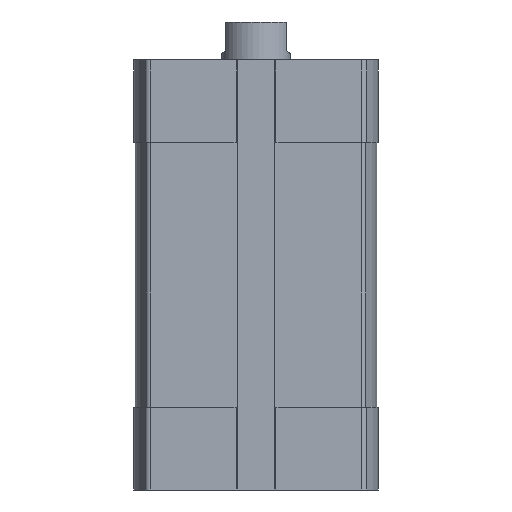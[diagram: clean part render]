
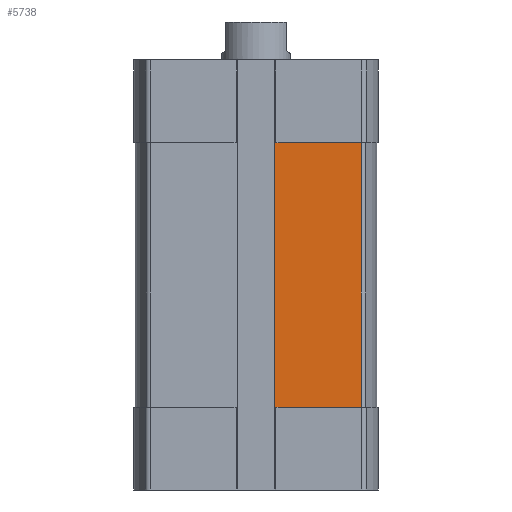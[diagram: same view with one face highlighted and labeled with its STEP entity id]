
A CAD part, left-side view. The second image highlights one B-rep face of the part: STEP entity #5738.
In plain terms, the highlighted planar face has unit normal (-1, 0, 0).
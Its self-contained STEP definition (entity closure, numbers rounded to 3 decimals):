
#72=PLANE('',#6267);
#503=LINE('',#9021,#949);
#601=LINE('',#9366,#1047);
#604=LINE('',#9378,#1050);
#607=LINE('',#9382,#1053);
#949=VECTOR('',#7006,1000.);
#1047=VECTOR('',#7370,1000.);
#1050=VECTOR('',#7383,1000.);
#1053=VECTOR('',#7388,1000.);
#1957=ORIENTED_EDGE('',*,*,#3385,.T.);
#1958=ORIENTED_EDGE('',*,*,#3376,.T.);
#1959=ORIENTED_EDGE('',*,*,#3382,.F.);
#1960=ORIENTED_EDGE('',*,*,#3202,.F.);
#3202=EDGE_CURVE('',#3993,#3994,#503,.T.);
#3376=EDGE_CURVE('',#4108,#4106,#601,.T.);
#3382=EDGE_CURVE('',#3994,#4106,#604,.T.);
#3385=EDGE_CURVE('',#3993,#4108,#607,.T.);
#3993=VERTEX_POINT('',#9020);
#3994=VERTEX_POINT('',#9022);
#4106=VERTEX_POINT('',#9364);
#4108=VERTEX_POINT('',#9367);
#4782=EDGE_LOOP('',(#1957,#1958,#1959,#1960));
#5222=FACE_BOUND('',#4782,.T.);
#5738=ADVANCED_FACE('',(#5222),#72,.T.);
#6267=AXIS2_PLACEMENT_3D('',#9383,#7389,#7390);
#7006=DIRECTION('',(0.,0.,1.));
#7370=DIRECTION('',(0.,0.,1.));
#7383=DIRECTION('',(0.,-1.,0.));
#7388=DIRECTION('',(0.,-1.,0.));
#7389=DIRECTION('',(-1.,0.,0.));
#7390=DIRECTION('',(0.,0.,1.));
#9020=CARTESIAN_POINT('',(-17.5,-2.7,-50.4));
#9021=CARTESIAN_POINT('',(-17.5,-2.7,-62.4));
#9022=CARTESIAN_POINT('',(-17.5,-2.7,-12.));
#9364=CARTESIAN_POINT('',(-17.5,-15.253,-12.));
#9366=CARTESIAN_POINT('',(-17.5,-15.253,-50.4));
#9367=CARTESIAN_POINT('',(-17.5,-15.253,-50.4));
#9378=CARTESIAN_POINT('',(-17.5,15.253,-12.));
#9382=CARTESIAN_POINT('',(-17.5,15.253,-50.4));
#9383=CARTESIAN_POINT('',(-17.5,15.253,-50.4));
